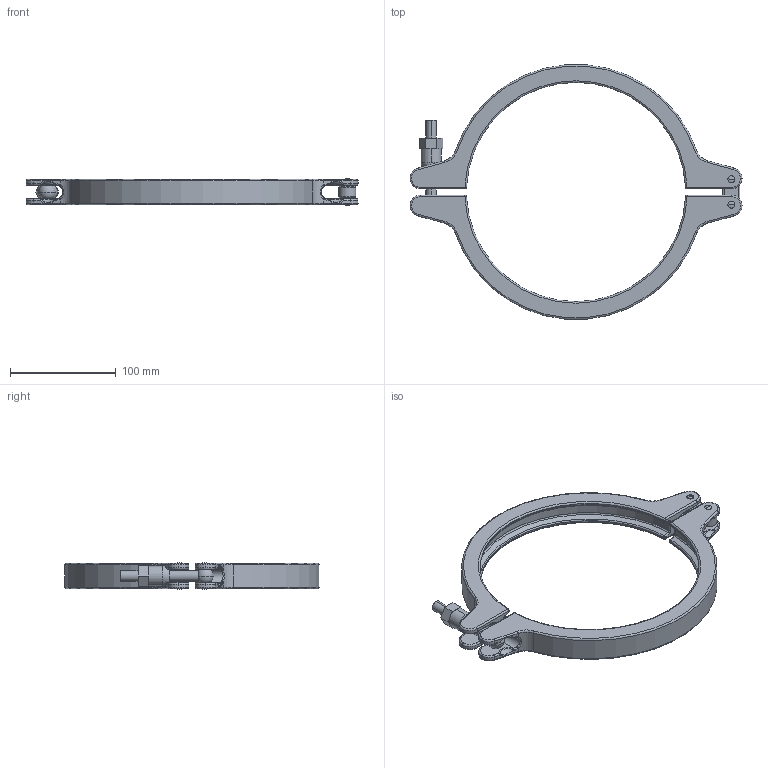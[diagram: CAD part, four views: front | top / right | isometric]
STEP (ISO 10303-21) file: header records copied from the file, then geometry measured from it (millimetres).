
FILE_DESCRIPTION (( 'STEP AP214' ), '1' );
FILE_NAME ('CL.SAFX.0800 BLOCK.STEP', '2020-02-26T10:45:13', ( '' ), ( '' ), 'SwSTEP 2.0', 'SolidWorks 2019', '' );
FILE_SCHEMA (( 'AUTOMOTIVE_DESIGN' ));
Length unit declared in the file: millimetre
Products named in the file (1): CL.SAFX.0800 BLOCK
Bounding box: 314 x 240.57 x 25.3 mm (x, y, z)
Volume: 281709.6 mm3; surface area: 83798.4 mm2
Topology: 3 solids, 3 shells, 355 faces, 827 edges, 458 vertices
Faces by surface type: cylinder 112, torus 84, bspline 68, plane 53, sphere 34, cone 4
Entity records: 12056 total; most frequent: CARTESIAN_POINT 4345, DIRECTION 1682, ORIENTED_EDGE 1592, EDGE_CURVE 796, AXIS2_PLACEMENT_3D 734, VERTEX_POINT 457, CIRCLE 446, EDGE_LOOP 375
